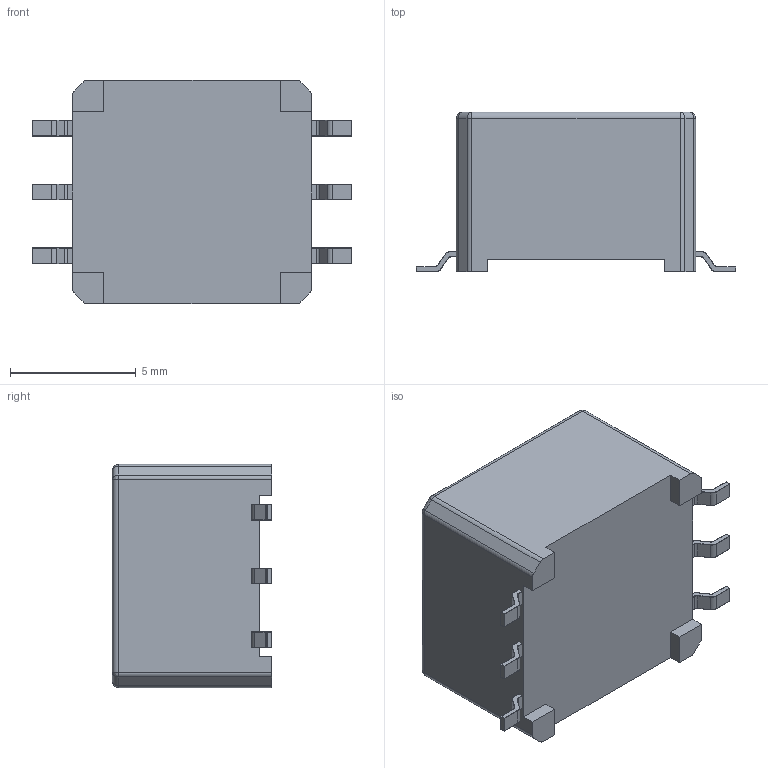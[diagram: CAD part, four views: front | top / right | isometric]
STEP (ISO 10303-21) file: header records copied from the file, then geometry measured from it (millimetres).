
FILE_DESCRIPTION (( 'STEP AP214' ), '1' );
FILE_NAME ('User Library-78250MC_SMD.STEP', '2018-02-16T08:21:47', ( '' ), ( '' ), 'SwSTEP 2.0', 'SolidWorks 2018', '' );
FILE_SCHEMA (( 'AUTOMOTIVE_DESIGN' ));
Length unit declared in the file: centimetre
Products named in the file (4): User Library-78250MC_SMD; User Library-78250MC_SMD_Beschriftung_78250_SMD_2; User Library-78250MC_SMD_K_X_F6rper_78250_SMD_2; User Library-78250MC_SMD_PIN_78250_SMD_2
Assembly tree (8 placements, depth 2):
  User Library-78250MC_SMD
    User Library-78250MC_SMD_K_X_F6rper_78250_SMD_2
    User Library-78250MC_SMD_Beschriftung_78250_SMD_2
    User Library-78250MC_SMD_PIN_78250_SMD_2  x6
Bounding box: 12.7 x 6.35 x 8.89 mm (x, y, z)
Volume: 496.8 mm3; surface area: 497.3 mm2
Topology: 8 solids, 8 shells, 859 faces, 2221 edges, 1374 vertices
Faces by surface type: plane 389, bspline 270, cylinder 200
Entity records: 25148 total; most frequent: CARTESIAN_POINT 5113, ORIENTED_EDGE 3166, DIRECTION 2147, EDGE_CURVE 1583, VECTOR 1119, LINE 1119, VERTEX_POINT 1034, EDGE_LOOP 615
